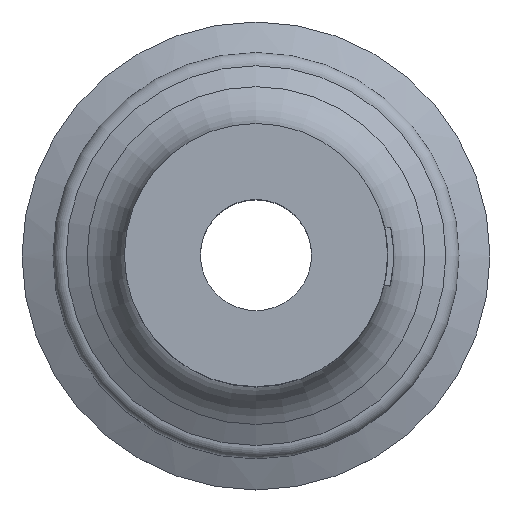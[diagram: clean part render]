
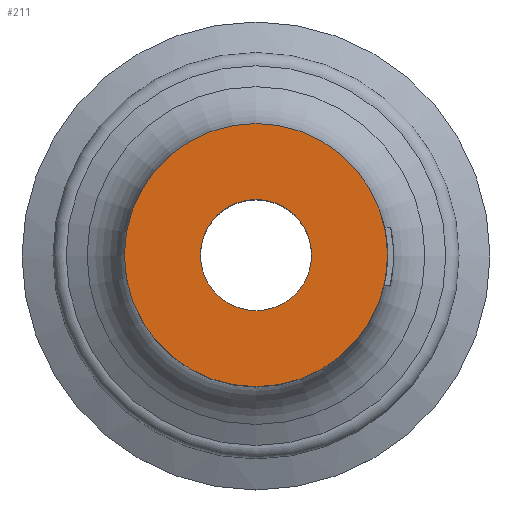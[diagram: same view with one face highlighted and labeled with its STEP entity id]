
A CAD part, top view. The second image highlights one B-rep face of the part: STEP entity #211.
In plain terms, the highlighted planar face has unit normal (0, 0, 1).
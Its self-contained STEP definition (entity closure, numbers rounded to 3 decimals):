
#211 = ADVANCED_FACE( '', ( #442, #443 ), #444, .F. );
#442 = FACE_BOUND( '', #692, .T. );
#443 = FACE_OUTER_BOUND( '', #693, .T. );
#444 = PLANE( '', #694 );
#692 = EDGE_LOOP( '', ( #1294 ) );
#693 = EDGE_LOOP( '', ( #1295 ) );
#694 = AXIS2_PLACEMENT_3D( '', #1296, #1297, #1298 );
#1294 = ORIENTED_EDGE( '', *, *, #1642, .F. );
#1295 = ORIENTED_EDGE( '', *, *, #1625, .T. );
#1296 = CARTESIAN_POINT( '', ( 1.9, 0., 0. ) );
#1297 = DIRECTION( '', ( 0., 0., -1. ) );
#1298 = DIRECTION( '', ( -1., 0., 0. ) );
#1625 = EDGE_CURVE( '', #1951, #1951, #1952, .T. );
#1642 = EDGE_CURVE( '', #1973, #1973, #1974, .T. );
#1951 = VERTEX_POINT( '', #2654 );
#1952 = CIRCLE( '', #2655, 4.5 );
#1973 = VERTEX_POINT( '', #2705 );
#1974 = CIRCLE( '', #2706, 1.9 );
#2654 = CARTESIAN_POINT( '', ( 4.5, 0., 0. ) );
#2655 = AXIS2_PLACEMENT_3D( '', #2951, #2952, #2953 );
#2705 = CARTESIAN_POINT( '', ( 1.9, 0., 0. ) );
#2706 = AXIS2_PLACEMENT_3D( '', #2970, #2971, #2972 );
#2951 = CARTESIAN_POINT( '', ( 0., 0., 0. ) );
#2952 = DIRECTION( '', ( 0., 0., 1. ) );
#2953 = DIRECTION( '', ( 1., 0., 0. ) );
#2970 = CARTESIAN_POINT( '', ( 0., 0., 0. ) );
#2971 = DIRECTION( '', ( 0., 0., 1. ) );
#2972 = DIRECTION( '', ( 1., 0., 0. ) );
